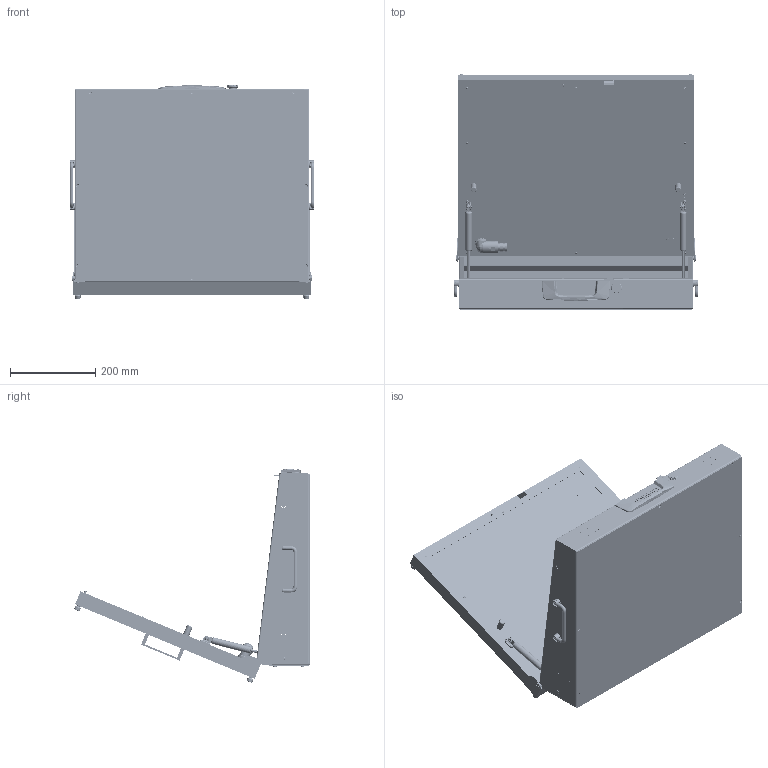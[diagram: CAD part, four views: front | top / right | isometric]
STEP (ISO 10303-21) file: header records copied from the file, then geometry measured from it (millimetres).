
FILE_DESCRIPTION (( 'STEP AP214' ), '1' );
FILE_NAME ('INGUN_114634_open.STEP', '2025-07-29T07:35:34', ( '' ), ( '' ), 'SwSTEP 2.0', 'SolidWorks 2023', '' );
FILE_SCHEMA (( 'AUTOMOTIVE_DESIGN' ));
Length unit declared in the file: millimetre
Products named in the file (67): DIN7991~n_M04,0x012; 112026~0_Mitte<S>; 31788~1_ausgefahren<Standard>; DIN912~n_M04,0x016; 112085~11_KUNDE<S>; Gewindebuchse~n_M04-05,0 geschlossen; 19420~3; 31788~1_flexibel<Standard>; 113614~0; K_02038~0; DIN125~n_04,3 M04,0 VA; 114196~0; 42751~1_S; 5332~0; DIN913~n_M03,0x06 VA; 116128~1_S; 116542~2_S; ISO7380~n_M04,0x008; 114196_002~0; 114196_003~0; ISO7380~n_M04,0x006; 105791~0; 2229~6; 113552~3_S; 116832~0_S; 113615~0_S; DIN7~n_04,0m6x004; INFO_4562~3_Typenschild 1010; 32171~1_S; K_02037~0_Standard ohne Dyn Punkt<Standard>; 116283~0_S; 112078~4_S; 114196_001~0; 114607~0_S; Gewindebuchse~n_M04-07,5 offen; DIN934~n_M04,0 A2; DIN7991~n_M03,0x006; 112079~10_S; 115766~1_S; 11657~0 ...
Assembly tree (140 placements, depth 5):
  INGUN_114634_open
    113746~5_S
      113552~3_S
      32171~1_S
      112024~0_S
      112025~4_S
      DIN125~n_04,3 M04,0 VA
      DIN985-A2~n_M04,0
      DIN912~n_M04,0x016
      112026~0_Mitte<S>
      112992~2_S  x2
      49317~0  x2
      ISO7380~n_M03,0x005
      114364~0_S
      114196~0  x2
        114196_001~0
        114196_002~0
        114196_003~0
        114196_004~0_S
      DIN934~n_M04,0 A2
      116832~0_S
        116542~2_S
        DIN913~n_M03,0x06 VA
        114364~0_S
    112085~11_KUNDE<S>
      115766~1_S
        112080~6_S
        Gewindebuchse~n_M04-07,5 offen  x4
        Gewindebuchse~n_M04-05,0 geschlossen  x7
      112078~4_S
      112079~10_S
      100974~1_KUNDE<S>
      105791~0  x4
      ASR~asr_Øi05,2x03xØa10  x12
      112838~2_S  x4
      116128~1_S  x2
      116281~0_S  x2
        116282~0_S
          116283~0_S
          DIN125~n_05,3 M05,0 Fase VA
          116284~0_S
        49317~0
        ISO7380~n_M04,0x006
      1607~1  x2
      ISO7380~n_M04,0x012  x4
      19420~3
      11657~0
      ISO7380~n_M03,0x006  x8
      2196~7  x2
      DIN7991~n_M04,0x012  x2
      2229~6  x2
      5332~0  x2
      DIN7~n_04,0m6x004  x2
      DIN_6799_-_A2~n_d 5  x4
      42751~1_S
      INFO_4562~3_Typenschild 1010
      11683~0
      DIN985-A2~n_M04,0  x2
      114607~0_S
      11655~0
Bounding box: 574 x 553.17 x 501.74 mm (x, y, z)
Volume: 5424834 mm3; surface area: 2516091.5 mm2
Topology: 142 solids, 142 shells, 8347 faces, 19787 edges, 12081 vertices
Faces by surface type: plane 3069, cylinder 2383, bspline 2381, cone 350, torus 150, sphere 14
Entity records: 224341 total; most frequent: CARTESIAN_POINT 119949, ORIENTED_EDGE 24088, DIRECTION 15309, EDGE_CURVE 12044, VERTEX_POINT 7161, EDGE_LOOP 5689, AXIS2_PLACEMENT_3D 5677, ADVANCED_FACE 5183
